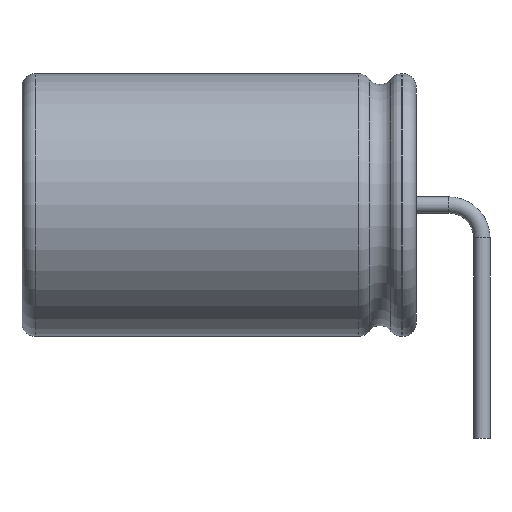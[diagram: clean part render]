
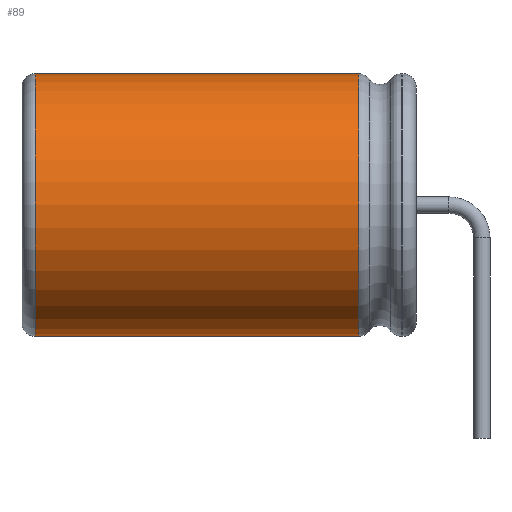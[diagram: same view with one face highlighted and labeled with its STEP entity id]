
A CAD part, left-side view. The second image highlights one B-rep face of the part: STEP entity #89.
In plain terms, the highlighted cylindrical face has radius 4 mm (diameter 8 mm), a partial arc.
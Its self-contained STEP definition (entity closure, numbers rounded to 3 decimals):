
#89=ADVANCED_FACE('',(#990),#992,.T.);
#990=FACE_BOUND('',#991,.T.);
#991=EDGE_LOOP('',(#1723,#1724,#1725,#1726,#1727,#1728,#1729,#1730,#1731,#1732,#1733,
#1734,#1735,#1736,#1737,#1738,#1739,#1740,#1741,#1742));
#992=CYLINDRICAL_SURFACE('',#993,4.);
#993=AXIS2_PLACEMENT_3D('',#994,#995,#996);
#994=CARTESIAN_POINT('',(0.,3.75,4.1));
#995=DIRECTION('',(0.,1.,0.));
#996=DIRECTION('',(1.,0.,0.));
#1723=ORIENTED_EDGE('',*,*,#2251,.T.);
#1724=ORIENTED_EDGE('',*,*,#2252,.T.);
#1725=ORIENTED_EDGE('',*,*,#2238,.F.);
#1726=ORIENTED_EDGE('',*,*,#2253,.T.);
#1727=ORIENTED_EDGE('',*,*,#2254,.T.);
#1728=ORIENTED_EDGE('',*,*,#2255,.T.);
#1729=ORIENTED_EDGE('',*,*,#2256,.F.);
#1730=ORIENTED_EDGE('',*,*,#2257,.T.);
#1731=ORIENTED_EDGE('',*,*,#2258,.F.);
#1732=ORIENTED_EDGE('',*,*,#2259,.T.);
#1733=ORIENTED_EDGE('',*,*,#2260,.T.);
#1734=ORIENTED_EDGE('',*,*,#2261,.T.);
#1735=ORIENTED_EDGE('',*,*,#2240,.F.);
#1736=ORIENTED_EDGE('',*,*,#2262,.T.);
#1737=ORIENTED_EDGE('',*,*,#2263,.T.);
#1738=ORIENTED_EDGE('',*,*,#2264,.T.);
#1739=ORIENTED_EDGE('',*,*,#2250,.F.);
#1740=ORIENTED_EDGE('',*,*,#2265,.F.);
#1741=ORIENTED_EDGE('',*,*,#2228,.F.);
#1742=ORIENTED_EDGE('',*,*,#2266,.T.);
#2228=EDGE_CURVE('',#2492,#2494,#2495,.T.);
#2238=EDGE_CURVE('',#2512,#2507,#2514,.T.);
#2240=EDGE_CURVE('',#2516,#2518,#2519,.F.);
#2250=EDGE_CURVE('',#2536,#2523,#2538,.F.);
#2251=EDGE_CURVE('',#2539,#2540,#2541,.F.);
#2252=EDGE_CURVE('',#2540,#2507,#2542,.F.);
#2253=EDGE_CURVE('',#2512,#2543,#2544,.T.);
#2254=EDGE_CURVE('',#2543,#2545,#2546,.F.);
#2255=EDGE_CURVE('',#2545,#2547,#2548,.F.);
#2256=EDGE_CURVE('',#2549,#2547,#2550,.T.);
#2257=EDGE_CURVE('',#2549,#2551,#2552,.T.);
#2258=EDGE_CURVE('',#2553,#2551,#2554,.F.);
#2259=EDGE_CURVE('',#2553,#2555,#2556,.F.);
#2260=EDGE_CURVE('',#2555,#2557,#2558,.T.);
#2261=EDGE_CURVE('',#2557,#2518,#2559,.T.);
#2262=EDGE_CURVE('',#2516,#2560,#2561,.F.);
#2263=EDGE_CURVE('',#2560,#2562,#2563,.T.);
#2264=EDGE_CURVE('',#2562,#2523,#2564,.T.);
#2265=EDGE_CURVE('',#2494,#2536,#2565,.T.);
#2266=EDGE_CURVE('',#2492,#2539,#2566,.T.);
#2492=VERTEX_POINT('',#2936);
#2494=VERTEX_POINT('',#2940);
#2495=LINE('',#2941,#2942);
#2507=VERTEX_POINT('',#2969);
#2512=VERTEX_POINT('',#2978);
#2514=LINE('',#2982,#2983);
#2516=VERTEX_POINT('',#2986);
#2518=VERTEX_POINT('',#2990);
#2519=LINE('',#2991,#2992);
#2523=VERTEX_POINT('',#3001);
#2536=VERTEX_POINT('',#3027);
#2538=LINE('',#3032,#3033);
#2539=VERTEX_POINT('',#3035);
#2540=VERTEX_POINT('',#3036);
#2541=LINE('',#3037,#3038);
#2542=(BOUNDED_CURVE()B_SPLINE_CURVE(3,
(#3040,#3041,#3042,#3043),
.UNSPECIFIED.,.F.,.F.)B_SPLINE_CURVE_WITH_KNOTS((4,4),
(0.,1.),
.UNSPECIFIED.)CURVE()GEOMETRIC_REPRESENTATION_ITEM()RATIONAL_B_SPLINE_CURVE((1.,
1.,1.,1.))REPRESENTATION_ITEM(''));
#2543=VERTEX_POINT('',#3044);
#2544=(BOUNDED_CURVE()B_SPLINE_CURVE(3,
(#3045,#3046,#3047,#3048),
.UNSPECIFIED.,.F.,.F.)B_SPLINE_CURVE_WITH_KNOTS((4,4),
(0.,1.),
.UNSPECIFIED.)CURVE()GEOMETRIC_REPRESENTATION_ITEM()RATIONAL_B_SPLINE_CURVE((1.,
1.,1.,1.))REPRESENTATION_ITEM(''));
#2545=VERTEX_POINT('',#3049);
#2546=LINE('',#3050,#3051);
#2547=VERTEX_POINT('',#3053);
#2548=(BOUNDED_CURVE()B_SPLINE_CURVE(3,
(#3054,#3055,#3056,#3057),
.UNSPECIFIED.,.F.,.F.)B_SPLINE_CURVE_WITH_KNOTS((4,4),
(0.,1.),
.UNSPECIFIED.)CURVE()GEOMETRIC_REPRESENTATION_ITEM()RATIONAL_B_SPLINE_CURVE((1.,
1.,1.,1.))REPRESENTATION_ITEM(''));
#2549=VERTEX_POINT('',#3058);
#2550=LINE('',#3059,#3060);
#2551=VERTEX_POINT('',#3062);
#2552=CIRCLE('',#3063,4.);
#2553=VERTEX_POINT('',#3067);
#2554=LINE('',#3068,#3069);
#2555=VERTEX_POINT('',#3071);
#2556=(BOUNDED_CURVE()B_SPLINE_CURVE(3,
(#3072,#3073,#3074,#3075),
.UNSPECIFIED.,.F.,.F.)B_SPLINE_CURVE_WITH_KNOTS((4,4),
(0.,1.),
.UNSPECIFIED.)CURVE()GEOMETRIC_REPRESENTATION_ITEM()RATIONAL_B_SPLINE_CURVE((1.,
1.,1.,1.))REPRESENTATION_ITEM(''));
#2557=VERTEX_POINT('',#3076);
#2558=LINE('',#3077,#3078);
#2559=(BOUNDED_CURVE()B_SPLINE_CURVE(3,
(#3080,#3081,#3082,#3083),
.UNSPECIFIED.,.F.,.F.)B_SPLINE_CURVE_WITH_KNOTS((4,4),
(0.,1.),
.UNSPECIFIED.)CURVE()GEOMETRIC_REPRESENTATION_ITEM()RATIONAL_B_SPLINE_CURVE((1.,
1.,1.,1.))REPRESENTATION_ITEM(''));
#2560=VERTEX_POINT('',#3084);
#2561=(BOUNDED_CURVE()B_SPLINE_CURVE(3,
(#3085,#3086,#3087,#3088),
.UNSPECIFIED.,.F.,.F.)B_SPLINE_CURVE_WITH_KNOTS((4,4),
(0.,1.),
.UNSPECIFIED.)CURVE()GEOMETRIC_REPRESENTATION_ITEM()RATIONAL_B_SPLINE_CURVE((1.,
1.,1.,1.))REPRESENTATION_ITEM(''));
#2562=VERTEX_POINT('',#3089);
#2563=LINE('',#3090,#3091);
#2564=(BOUNDED_CURVE()B_SPLINE_CURVE(3,
(#3093,#3094,#3095,#3096),
.UNSPECIFIED.,.F.,.F.)B_SPLINE_CURVE_WITH_KNOTS((4,4),
(0.,1.),
.UNSPECIFIED.)CURVE()GEOMETRIC_REPRESENTATION_ITEM()RATIONAL_B_SPLINE_CURVE((1.,
1.,1.,1.))REPRESENTATION_ITEM(''));
#2565=CIRCLE('',#3097,4.);
#2566=(BOUNDED_CURVE()B_SPLINE_CURVE(3,
(#3101,#3102,#3103,#3104),
.UNSPECIFIED.,.F.,.F.)B_SPLINE_CURVE_WITH_KNOTS((4,4),
(0.,1.),
.UNSPECIFIED.)CURVE()GEOMETRIC_REPRESENTATION_ITEM()RATIONAL_B_SPLINE_CURVE((1.,
1.,1.,1.))REPRESENTATION_ITEM(''));
#2936=CARTESIAN_POINT('',(3.759,10.291,2.732));
#2940=CARTESIAN_POINT('',(3.759,13.6,2.732));
#2941=CARTESIAN_POINT('',(3.759,10.291,2.732));
#2942=VECTOR('',#2943,1.);
#2943=DIRECTION('',(0.,1.,0.));
#2969=CARTESIAN_POINT('',(3.759,10.131,2.732));
#2978=CARTESIAN_POINT('',(3.759,4.958,2.732));
#2982=CARTESIAN_POINT('',(3.759,4.958,2.732));
#2983=VECTOR('',#2984,1.);
#2984=DIRECTION('',(0.,1.,0.));
#2986=CARTESIAN_POINT('',(3.759,10.131,5.468));
#2990=CARTESIAN_POINT('',(3.759,4.958,5.468));
#2991=CARTESIAN_POINT('',(3.759,4.958,5.468));
#2992=VECTOR('',#2993,1.);
#2993=DIRECTION('',(0.,1.,0.));
#3001=CARTESIAN_POINT('',(3.759,10.291,5.468));
#3027=CARTESIAN_POINT('',(3.759,13.6,5.468));
#3032=CARTESIAN_POINT('',(3.759,10.291,5.468));
#3033=VECTOR('',#3034,1.);
#3034=DIRECTION('',(0.,1.,0.));
#3035=CARTESIAN_POINT('',(3.759,10.292,2.732));
#3036=CARTESIAN_POINT('',(3.759,10.132,2.732));
#3037=CARTESIAN_POINT('',(3.759,10.132,2.732));
#3038=VECTOR('',#3039,1.);
#3039=DIRECTION('',(0.,1.,0.));
#3040=CARTESIAN_POINT('',(3.759,10.131,2.732));
#3041=CARTESIAN_POINT('',(3.759,10.131,2.732));
#3042=CARTESIAN_POINT('',(3.759,10.131,2.732));
#3043=CARTESIAN_POINT('',(3.759,10.132,2.732));
#3044=CARTESIAN_POINT('',(3.759,4.958,2.732));
#3045=CARTESIAN_POINT('',(3.759,4.958,2.732));
#3046=CARTESIAN_POINT('',(3.759,4.958,2.732));
#3047=CARTESIAN_POINT('',(3.759,4.958,2.732));
#3048=CARTESIAN_POINT('',(3.759,4.958,2.732));
#3049=CARTESIAN_POINT('',(3.759,4.798,2.732));
#3050=CARTESIAN_POINT('',(3.759,4.798,2.732));
#3051=VECTOR('',#3052,1.);
#3052=DIRECTION('',(0.,1.,0.));
#3053=CARTESIAN_POINT('',(3.759,4.798,2.732));
#3054=CARTESIAN_POINT('',(3.759,4.798,2.732));
#3055=CARTESIAN_POINT('',(3.759,4.798,2.732));
#3056=CARTESIAN_POINT('',(3.759,4.798,2.732));
#3057=CARTESIAN_POINT('',(3.759,4.798,2.732));
#3058=CARTESIAN_POINT('',(3.759,3.75,2.732));
#3059=CARTESIAN_POINT('',(3.759,3.75,2.732));
#3060=VECTOR('',#3061,1.);
#3061=DIRECTION('',(0.,1.,0.));
#3062=CARTESIAN_POINT('',(3.759,3.75,5.468));
#3063=AXIS2_PLACEMENT_3D('',#3064,#3065,#3066);
#3064=CARTESIAN_POINT('',(0.,3.75,4.1));
#3065=DIRECTION('',(-0.,1.,0.));
#3066=DIRECTION('',(0.94,0.,-0.342));
#3067=CARTESIAN_POINT('',(3.759,4.798,5.468));
#3068=CARTESIAN_POINT('',(3.759,3.75,5.468));
#3069=VECTOR('',#3070,1.);
#3070=DIRECTION('',(0.,1.,0.));
#3071=CARTESIAN_POINT('',(3.759,4.798,5.468));
#3072=CARTESIAN_POINT('',(3.759,4.798,5.468));
#3073=CARTESIAN_POINT('',(3.759,4.798,5.468));
#3074=CARTESIAN_POINT('',(3.759,4.798,5.468));
#3075=CARTESIAN_POINT('',(3.759,4.798,5.468));
#3076=CARTESIAN_POINT('',(3.759,4.958,5.468));
#3077=CARTESIAN_POINT('',(3.759,4.798,5.468));
#3078=VECTOR('',#3079,1.);
#3079=DIRECTION('',(0.,1.,0.));
#3080=CARTESIAN_POINT('',(3.759,4.958,5.468));
#3081=CARTESIAN_POINT('',(3.759,4.958,5.468));
#3082=CARTESIAN_POINT('',(3.759,4.958,5.468));
#3083=CARTESIAN_POINT('',(3.759,4.958,5.468));
#3084=CARTESIAN_POINT('',(3.759,10.132,5.468));
#3085=CARTESIAN_POINT('',(3.759,10.132,5.468));
#3086=CARTESIAN_POINT('',(3.759,10.131,5.468));
#3087=CARTESIAN_POINT('',(3.759,10.131,5.468));
#3088=CARTESIAN_POINT('',(3.759,10.131,5.468));
#3089=CARTESIAN_POINT('',(3.759,10.292,5.468));
#3090=CARTESIAN_POINT('',(3.759,10.132,5.468));
#3091=VECTOR('',#3092,1.);
#3092=DIRECTION('',(0.,1.,0.));
#3093=CARTESIAN_POINT('',(3.759,10.292,5.468));
#3094=CARTESIAN_POINT('',(3.759,10.291,5.468));
#3095=CARTESIAN_POINT('',(3.759,10.291,5.468));
#3096=CARTESIAN_POINT('',(3.759,10.291,5.468));
#3097=AXIS2_PLACEMENT_3D('',#3098,#3099,#3100);
#3098=CARTESIAN_POINT('',(0.,13.6,4.1));
#3099=DIRECTION('',(-0.,1.,0.));
#3100=DIRECTION('',(0.94,0.,-0.342));
#3101=CARTESIAN_POINT('',(3.759,10.291,2.732));
#3102=CARTESIAN_POINT('',(3.759,10.291,2.732));
#3103=CARTESIAN_POINT('',(3.759,10.291,2.732));
#3104=CARTESIAN_POINT('',(3.759,10.292,2.732));
